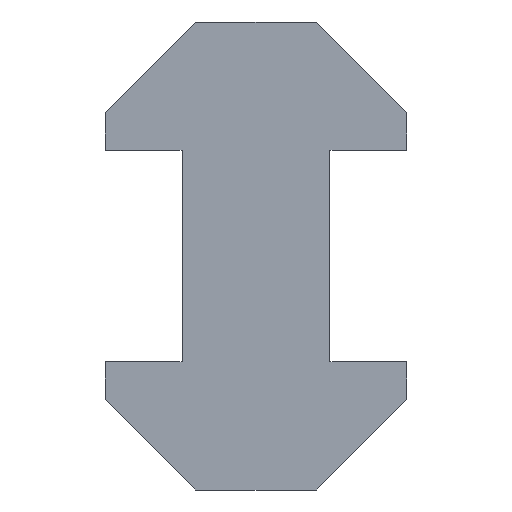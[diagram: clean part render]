
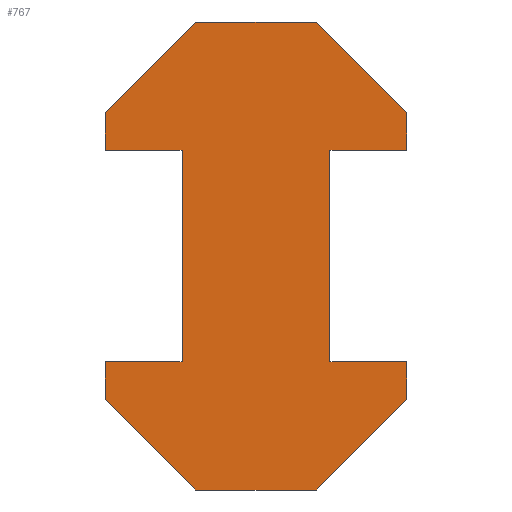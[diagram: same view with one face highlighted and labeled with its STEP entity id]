
A CAD part, front view. The second image highlights one B-rep face of the part: STEP entity #767.
In plain terms, the highlighted planar face has unit normal (0, -1, 0).
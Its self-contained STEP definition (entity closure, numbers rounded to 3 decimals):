
#327=DIRECTION('',(1.,0.,0.));
#328=VECTOR('',#327,5.1);
#329=CARTESIAN_POINT('',(-10.,0.,-7.));
#330=LINE('',#329,#328);
#335=DIRECTION('',(0.,0.,1.));
#336=VECTOR('',#335,14.);
#337=CARTESIAN_POINT('',(-4.9,0.,-7.));
#338=LINE('',#337,#336);
#342=DIRECTION('',(-1.,0.,0.));
#343=VECTOR('',#342,5.1);
#344=CARTESIAN_POINT('',(-4.9,0.,7.));
#345=LINE('',#344,#343);
#349=DIRECTION('',(0.,0.,1.));
#350=VECTOR('',#349,2.5);
#351=CARTESIAN_POINT('',(-10.,0.,7.));
#352=LINE('',#351,#350);
#356=DIRECTION('',(0.707,0.,0.707));
#357=VECTOR('',#356,8.485);
#358=CARTESIAN_POINT('',(-10.,0.,9.5));
#359=LINE('',#358,#357);
#363=DIRECTION('',(1.,0.,0.));
#364=VECTOR('',#363,8.);
#365=CARTESIAN_POINT('',(-4.,0.,15.5));
#366=LINE('',#365,#364);
#370=DIRECTION('',(0.707,0.,-0.707));
#371=VECTOR('',#370,8.485);
#372=CARTESIAN_POINT('',(4.,0.,15.5));
#373=LINE('',#372,#371);
#377=DIRECTION('',(0.,0.,-1.));
#378=VECTOR('',#377,2.5);
#379=CARTESIAN_POINT('',(10.,0.,9.5));
#380=LINE('',#379,#378);
#384=DIRECTION('',(-1.,0.,0.));
#385=VECTOR('',#384,5.1);
#386=CARTESIAN_POINT('',(10.,0.,7.));
#387=LINE('',#386,#385);
#391=DIRECTION('',(0.,0.,-1.));
#392=VECTOR('',#391,14.);
#393=CARTESIAN_POINT('',(4.9,0.,7.));
#394=LINE('',#393,#392);
#398=DIRECTION('',(1.,0.,0.));
#399=VECTOR('',#398,5.1);
#400=CARTESIAN_POINT('',(4.9,0.,-7.));
#401=LINE('',#400,#399);
#405=DIRECTION('',(0.,0.,-1.));
#406=VECTOR('',#405,2.5);
#407=CARTESIAN_POINT('',(10.,0.,-7.));
#408=LINE('',#407,#406);
#412=DIRECTION('',(-0.707,0.,-0.707));
#413=VECTOR('',#412,8.485);
#414=CARTESIAN_POINT('',(10.,0.,-9.5));
#415=LINE('',#414,#413);
#419=DIRECTION('',(-1.,0.,0.));
#420=VECTOR('',#419,8.);
#421=CARTESIAN_POINT('',(4.,0.,-15.5));
#422=LINE('',#421,#420);
#426=DIRECTION('',(-0.707,0.,0.707));
#427=VECTOR('',#426,8.485);
#428=CARTESIAN_POINT('',(-4.,0.,-15.5));
#429=LINE('',#428,#427);
#433=DIRECTION('',(0.,0.,1.));
#434=VECTOR('',#433,2.5);
#435=CARTESIAN_POINT('',(-10.,0.,-9.5));
#436=LINE('',#435,#434);
#664=CARTESIAN_POINT('',(-10.,0.,-7.));
#665=CARTESIAN_POINT('',(-4.9,0.,-7.));
#666=VERTEX_POINT('',#664);
#667=VERTEX_POINT('',#665);
#668=CARTESIAN_POINT('',(-4.9,0.,7.));
#669=VERTEX_POINT('',#668);
#670=CARTESIAN_POINT('',(4.,0.,-15.5));
#671=CARTESIAN_POINT('',(-4.,0.,-15.5));
#672=VERTEX_POINT('',#670);
#673=VERTEX_POINT('',#671);
#674=CARTESIAN_POINT('',(-10.,0.,-9.5));
#675=VERTEX_POINT('',#674);
#688=CARTESIAN_POINT('',(-10.,0.,7.));
#689=VERTEX_POINT('',#688);
#690=CARTESIAN_POINT('',(-10.,0.,9.5));
#691=VERTEX_POINT('',#690);
#692=CARTESIAN_POINT('',(-4.,0.,15.5));
#693=VERTEX_POINT('',#692);
#694=CARTESIAN_POINT('',(4.,0.,15.5));
#695=VERTEX_POINT('',#694);
#696=CARTESIAN_POINT('',(10.,0.,9.5));
#697=VERTEX_POINT('',#696);
#698=CARTESIAN_POINT('',(10.,0.,7.));
#699=VERTEX_POINT('',#698);
#700=CARTESIAN_POINT('',(4.9,0.,7.));
#701=VERTEX_POINT('',#700);
#702=CARTESIAN_POINT('',(4.9,0.,-7.));
#703=VERTEX_POINT('',#702);
#704=CARTESIAN_POINT('',(10.,0.,-7.));
#705=VERTEX_POINT('',#704);
#706=CARTESIAN_POINT('',(10.,0.,-9.5));
#707=VERTEX_POINT('',#706);
#728=CARTESIAN_POINT('',(0.,0.,0.));
#729=DIRECTION('',(0.,1.,0.));
#730=DIRECTION('',(1.,0.,0.));
#731=AXIS2_PLACEMENT_3D('',#728,#729,#730);
#732=PLANE('',#731);
#734=ORIENTED_EDGE('',*,*,#733,.T.);
#736=ORIENTED_EDGE('',*,*,#735,.T.);
#738=ORIENTED_EDGE('',*,*,#737,.T.);
#740=ORIENTED_EDGE('',*,*,#739,.T.);
#742=ORIENTED_EDGE('',*,*,#741,.T.);
#744=ORIENTED_EDGE('',*,*,#743,.T.);
#746=ORIENTED_EDGE('',*,*,#745,.T.);
#748=ORIENTED_EDGE('',*,*,#747,.T.);
#750=ORIENTED_EDGE('',*,*,#749,.T.);
#752=ORIENTED_EDGE('',*,*,#751,.T.);
#754=ORIENTED_EDGE('',*,*,#753,.T.);
#756=ORIENTED_EDGE('',*,*,#755,.T.);
#758=ORIENTED_EDGE('',*,*,#757,.T.);
#760=ORIENTED_EDGE('',*,*,#759,.T.);
#762=ORIENTED_EDGE('',*,*,#761,.T.);
#764=ORIENTED_EDGE('',*,*,#763,.T.);
#765=EDGE_LOOP('',(#734,#736,#738,#740,#742,#744,#746,#748,#750,#752,#754,#756,
#758,#760,#762,#764));
#766=FACE_OUTER_BOUND('',#765,.F.);
#733=EDGE_CURVE('',#666,#667,#330,.T.);
#735=EDGE_CURVE('',#667,#669,#338,.T.);
#737=EDGE_CURVE('',#669,#689,#345,.T.);
#739=EDGE_CURVE('',#689,#691,#352,.T.);
#741=EDGE_CURVE('',#691,#693,#359,.T.);
#743=EDGE_CURVE('',#693,#695,#366,.T.);
#745=EDGE_CURVE('',#695,#697,#373,.T.);
#747=EDGE_CURVE('',#697,#699,#380,.T.);
#749=EDGE_CURVE('',#699,#701,#387,.T.);
#751=EDGE_CURVE('',#701,#703,#394,.T.);
#753=EDGE_CURVE('',#703,#705,#401,.T.);
#755=EDGE_CURVE('',#705,#707,#408,.T.);
#757=EDGE_CURVE('',#707,#672,#415,.T.);
#759=EDGE_CURVE('',#672,#673,#422,.T.);
#761=EDGE_CURVE('',#673,#675,#429,.T.);
#763=EDGE_CURVE('',#675,#666,#436,.T.);
#767=ADVANCED_FACE('',(#766),#732,.F.);
